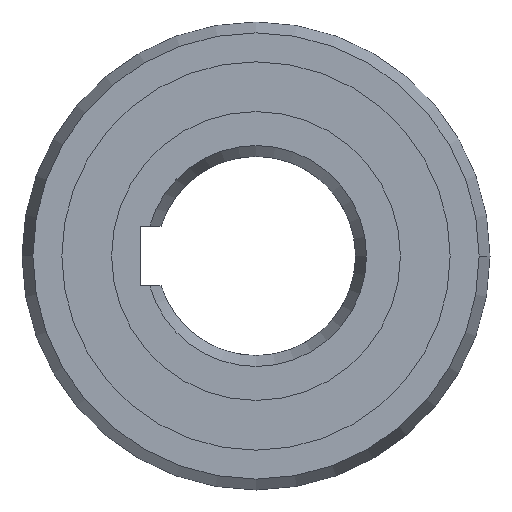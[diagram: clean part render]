
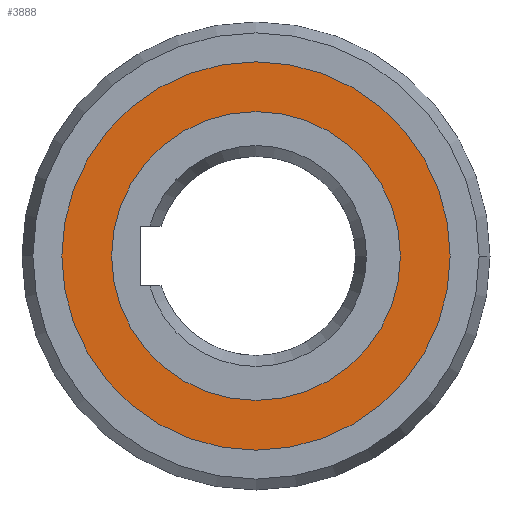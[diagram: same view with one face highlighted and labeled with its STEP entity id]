
A CAD part, left-side view. The second image highlights one B-rep face of the part: STEP entity #3888.
In plain terms, the highlighted planar face has unit normal (-1, 0, 0).
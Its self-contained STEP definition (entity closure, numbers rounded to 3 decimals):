
#3799=CARTESIAN_POINT('',(-0.2,0.,0.));
#3800=DIRECTION('',(1.,0.,0.));
#3801=DIRECTION('',(0.,-1.,0.));
#3802=AXIS2_PLACEMENT_3D('',#3799,#3800,#3801);
#3804=CARTESIAN_POINT('',(-0.2,0.,0.));
#3805=DIRECTION('',(1.,0.,0.));
#3806=DIRECTION('',(0.,1.,0.));
#3807=AXIS2_PLACEMENT_3D('',#3804,#3805,#3806);
#3809=CARTESIAN_POINT('',(-0.2,0.,0.));
#3810=DIRECTION('',(-1.,0.,0.));
#3811=DIRECTION('',(0.,1.,0.));
#3812=AXIS2_PLACEMENT_3D('',#3809,#3810,#3811);
#3814=CARTESIAN_POINT('',(-0.2,0.,0.));
#3815=DIRECTION('',(-1.,0.,0.));
#3816=DIRECTION('',(0.,-1.,0.));
#3817=AXIS2_PLACEMENT_3D('',#3814,#3815,#3816);
#3855=CARTESIAN_POINT('',(-0.2,-19.5,0.));
#3856=CARTESIAN_POINT('',(-0.2,19.5,0.));
#3857=VERTEX_POINT('',#3855);
#3858=VERTEX_POINT('',#3856);
#3859=CARTESIAN_POINT('',(-0.2,14.5,0.));
#3860=CARTESIAN_POINT('',(-0.2,-14.5,0.));
#3861=VERTEX_POINT('',#3859);
#3862=VERTEX_POINT('',#3860);
#3871=CARTESIAN_POINT('',(-0.2,0.,0.));
#3872=DIRECTION('',(1.,0.,0.));
#3873=DIRECTION('',(0.,-1.,0.));
#3874=AXIS2_PLACEMENT_3D('',#3871,#3872,#3873);
#3875=PLANE('',#3874);
#3877=ORIENTED_EDGE('',*,*,#3876,.T.);
#3879=ORIENTED_EDGE('',*,*,#3878,.T.);
#3880=EDGE_LOOP('',(#3877,#3879));
#3881=FACE_OUTER_BOUND('',#3880,.F.);
#3883=ORIENTED_EDGE('',*,*,#3882,.T.);
#3885=ORIENTED_EDGE('',*,*,#3884,.T.);
#3886=EDGE_LOOP('',(#3883,#3885));
#3887=FACE_BOUND('',#3886,.F.);
#3803=CIRCLE('',#3802,19.5);
#3808=CIRCLE('',#3807,19.5);
#3813=CIRCLE('',#3812,14.5);
#3818=CIRCLE('',#3817,14.5);
#3876=EDGE_CURVE('',#3857,#3858,#3803,.T.);
#3878=EDGE_CURVE('',#3858,#3857,#3808,.T.);
#3882=EDGE_CURVE('',#3861,#3862,#3813,.T.);
#3884=EDGE_CURVE('',#3862,#3861,#3818,.T.);
#3888=ADVANCED_FACE('',(#3881,#3887),#3875,.F.);
